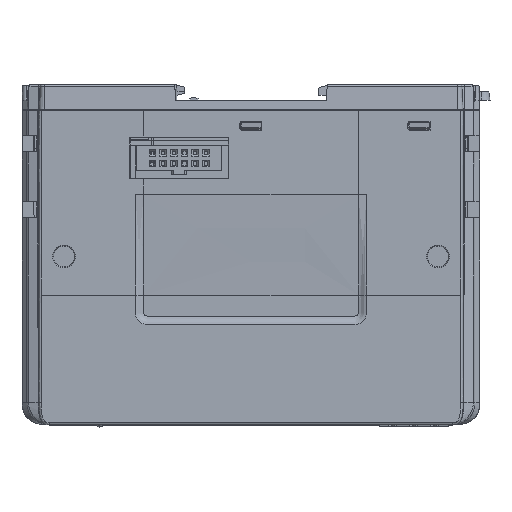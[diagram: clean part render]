
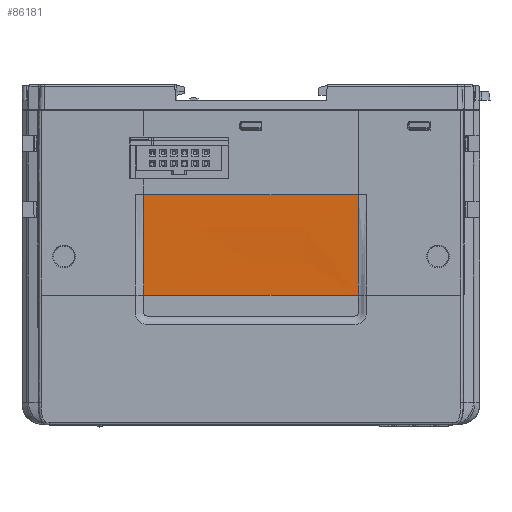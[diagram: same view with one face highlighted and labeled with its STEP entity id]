
A CAD part, top view. The second image highlights one B-rep face of the part: STEP entity #86181.
In plain terms, the highlighted free-form (B-spline) face has degree [3, 3] with [7, 4] control points.
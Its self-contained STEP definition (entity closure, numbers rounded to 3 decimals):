
#580 = CARTESIAN_POINT ( 'NONE',  ( 12.768, -27.976, 13.5 ) ) ;
#739 = B_SPLINE_CURVE_WITH_KNOTS ( 'NONE', 3,
 ( #6769, #102999, #95064, #14154, #24192 ),
 .UNSPECIFIED., .F., .F.,
 ( 4, 1, 4 ),
 ( 0., 0.5, 1. ),
 .UNSPECIFIED. ) ;
#1637 = CARTESIAN_POINT ( 'NONE',  ( 0., -43.918, 12.6 ) ) ;
#5762 = EDGE_CURVE ( 'NONE', #56392, #63164, #38978, .T. ) ;
#6769 = CARTESIAN_POINT ( 'NONE',  ( -25.537, -43.918, 12.6 ) ) ;
#8551 = CARTESIAN_POINT ( 'NONE',  ( 0., -27.976, 13.5 ) ) ;
#9559 = CARTESIAN_POINT ( 'NONE',  ( 21.28, -35.942, 12.6 ) ) ;
#10113 = CARTESIAN_POINT ( 'NONE',  ( 25.537, -35.942, 12.6 ) ) ;
#10626 = CARTESIAN_POINT ( 'NONE',  ( 0., -20., 13.5 ) ) ;
#14154 = CARTESIAN_POINT ( 'NONE',  ( -25.537, -23.988, 13.5 ) ) ;
#14340 = CARTESIAN_POINT ( 'NONE',  ( -25.537, -35.942, 12.6 ) ) ;
#16961 = LINE ( 'NONE', #1637, #76084 ) ;
#16980 = CARTESIAN_POINT ( 'NONE',  ( 12.768, -20., 13.5 ) ) ;
#17084 = CARTESIAN_POINT ( 'NONE',  ( 25.537, -35.942, 12.6 ) ) ;
#17462 = DIRECTION ( 'NONE',  ( 1., 0., 0. ) ) ;
#17847 = CARTESIAN_POINT ( 'NONE',  ( -25.537, -43.918, 12.6 ) ) ;
#18543 = CARTESIAN_POINT ( 'NONE',  ( 25.537, -20., 13.5 ) ) ;
#19007 = B_SPLINE_CURVE_WITH_KNOTS ( 'NONE', 3,
 ( #48235, #17084, #80559, #49295 ),
 .UNSPECIFIED., .F., .F.,
 ( 4, 4 ),
 ( 0., 1. ),
 .UNSPECIFIED. ) ;
#24192 = CARTESIAN_POINT ( 'NONE',  ( -25.537, -20., 13.5 ) ) ;
#24912 = CARTESIAN_POINT ( 'NONE',  ( 21.28, -20., 13.5 ) ) ;
#25941 = CARTESIAN_POINT ( 'NONE',  ( -12.768, -43.918, 12.6 ) ) ;
#29591 = ORIENTED_EDGE ( 'NONE', *, *, #65515, .F. ) ;
#31361 = ORIENTED_EDGE ( 'NONE', *, *, #77016, .T. ) ;
#33831 = CARTESIAN_POINT ( 'NONE',  ( 25.537, -27.976, 13.5 ) ) ;
#34351 = CARTESIAN_POINT ( 'NONE',  ( -21.28, -20., 13.5 ) ) ;
#34875 = CARTESIAN_POINT ( 'NONE',  ( -12.768, -35.942, 12.6 ) ) ;
#38978 = LINE ( 'NONE', #71753, #56850 ) ;
#39682 = FACE_OUTER_BOUND ( 'NONE', #83636, .T. ) ;
#40739 = CARTESIAN_POINT ( 'NONE',  ( 12.768, -35.942, 12.6 ) ) ;
#41760 = CARTESIAN_POINT ( 'NONE',  ( 21.28, -27.976, 13.5 ) ) ;
#42310 = CARTESIAN_POINT ( 'NONE',  ( 12.768, -43.918, 12.6 ) ) ;
#42335 = CARTESIAN_POINT ( 'NONE',  ( 25.537, -20., 13.5 ) ) ;
#48235 = CARTESIAN_POINT ( 'NONE',  ( 25.537, -43.918, 12.6 ) ) ;
#49295 = CARTESIAN_POINT ( 'NONE',  ( 25.537, -20., 13.5 ) ) ;
#54986 = CARTESIAN_POINT ( 'NONE',  ( -21.28, -35.942, 12.6 ) ) ;
#56392 = VERTEX_POINT ( 'NONE', #59210 ) ;
#56850 = VECTOR ( 'NONE', #78663, 1000. ) ;
#59210 = CARTESIAN_POINT ( 'NONE',  ( -25.537, -20., 13.5 ) ) ;
#61522 = CARTESIAN_POINT ( 'NONE',  ( 25.537, -43.918, 12.6 ) ) ;
#62948 = CARTESIAN_POINT ( 'NONE',  ( -25.537, -20., 13.5 ) ) ;
#63164 = VERTEX_POINT ( 'NONE', #42335 ) ;
#65515 = EDGE_CURVE ( 'NONE', #76433, #56392, #739, .T. ) ;
#68649 = B_SPLINE_SURFACE_WITH_KNOTS ( 'NONE', 3, 3, ( 
 ( #86744, #14340, #78828, #62948 ),
 ( #79924, #54986, #80987, #34351 ),
 ( #25941, #34875, #82008, #73524 ),
 ( #89425, #100852, #8551, #10626 ),
 ( #42310, #40739, #580, #16980 ),
 ( #72993, #9559, #41760, #24912 ),
 ( #98382, #10113, #33831, #18543 ) ),
 .UNSPECIFIED., .F., .F., .F.,
 ( 4, 1, 1, 1, 4 ),
 ( 4, 4 ),
 ( 0., 0.25, 0.5, 0.75, 1. ),
 ( 0., 1. ),
 .UNSPECIFIED. ) ;
#71753 = CARTESIAN_POINT ( 'NONE',  ( -48., -20., 13.5 ) ) ;
#72993 = CARTESIAN_POINT ( 'NONE',  ( 21.28, -43.918, 12.6 ) ) ;
#73524 = CARTESIAN_POINT ( 'NONE',  ( -12.768, -20., 13.5 ) ) ;
#76084 = VECTOR ( 'NONE', #17462, 1000. ) ;
#76433 = VERTEX_POINT ( 'NONE', #17847 ) ;
#77016 = EDGE_CURVE ( 'NONE', #76433, #92453, #16961, .T. ) ;
#78663 = DIRECTION ( 'NONE',  ( 1., 0., 0. ) ) ;
#78828 = CARTESIAN_POINT ( 'NONE',  ( -25.537, -27.976, 13.5 ) ) ;
#79924 = CARTESIAN_POINT ( 'NONE',  ( -21.28, -43.918, 12.6 ) ) ;
#80559 = CARTESIAN_POINT ( 'NONE',  ( 25.537, -27.976, 13.5 ) ) ;
#80633 = ORIENTED_EDGE ( 'NONE', *, *, #90849, .T. ) ;
#80987 = CARTESIAN_POINT ( 'NONE',  ( -21.28, -27.976, 13.5 ) ) ;
#82008 = CARTESIAN_POINT ( 'NONE',  ( -12.768, -27.976, 13.5 ) ) ;
#83636 = EDGE_LOOP ( 'NONE', ( #31361, #80633, #103022, #29591 ) ) ;
#86181 = ADVANCED_FACE ( 'NONE', ( #39682 ), #68649, .T. ) ;
#86744 = CARTESIAN_POINT ( 'NONE',  ( -25.537, -43.918, 12.6 ) ) ;
#89425 = CARTESIAN_POINT ( 'NONE',  ( 0., -43.918, 12.6 ) ) ;
#90849 = EDGE_CURVE ( 'NONE', #92453, #63164, #19007, .T. ) ;
#92453 = VERTEX_POINT ( 'NONE', #61522 ) ;
#95064 = CARTESIAN_POINT ( 'NONE',  ( -25.537, -31.959, 13.05 ) ) ;
#98382 = CARTESIAN_POINT ( 'NONE',  ( 25.537, -43.918, 12.6 ) ) ;
#100852 = CARTESIAN_POINT ( 'NONE',  ( 0., -35.942, 12.6 ) ) ;
#102999 = CARTESIAN_POINT ( 'NONE',  ( -25.537, -39.93, 12.6 ) ) ;
#103022 = ORIENTED_EDGE ( 'NONE', *, *, #5762, .F. ) ;
